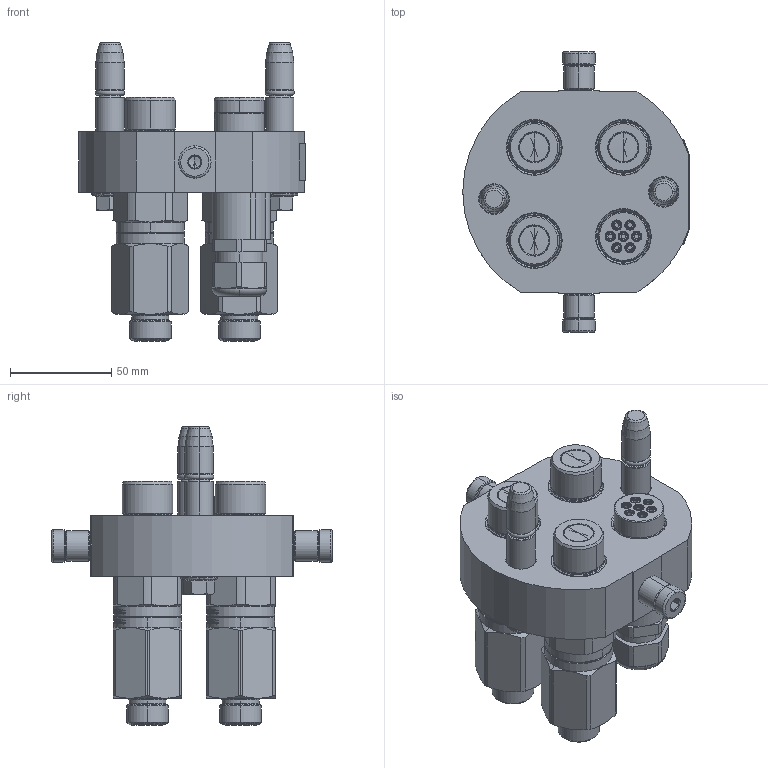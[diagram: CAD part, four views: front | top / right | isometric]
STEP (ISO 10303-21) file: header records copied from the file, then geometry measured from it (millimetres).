
FILE_DESCRIPTION (( 'STEP AP214' ), '1' );
FILE_NAME ('FASTER.step', '2024-07-11T17:09:14', ( '' ), ( '' ), 'SwSTEP 2.0', 'SolidWorks 2017', '' );
FILE_SCHEMA (( 'AUTOMOTIVE_DESIGN' ));
Length unit declared in the file: millimetre
Products named in the file (14): corspel08-7_m; P508_M_BASE; 4830_013_3000_030; 4830_028_1000_011; 3ffnp1211_12sm; 4830_021_0000_000; 4830_044_0000_000; conn_7p_m; or2_62x9_19_m; 1540_080_0008_000; 4830_010_0000_022; et002_piegata; FASTER
Assembly tree (22 placements, depth 3):
  FASTER
    P508_M_BASE
      4830_010_0000_022
      4830_013_3000_030  x2
      4830_028_1000_011  x2
      4830_021_0000_000  x2
      1540_080_0008_000  x2
      or2_62x9_19_m  x2
    3ffnp1211_12sm  x3
      3ffnp1211_12sm
    conn_7p_m
      4830_044_0000_000  x3
      corspel08-7_m
    et002_piegata
Bounding box: 111.8 x 138.6 x 147.61 mm (x, y, z)
Volume: 2874.1 mm3; surface area: 124389.3 mm2
Topology: 5 solids, 64 shells, 2058 faces, 5876 edges, 3818 vertices
Faces by surface type: plane 1017, cylinder 421, cone 348, torus 164, bspline 102, sphere 6
Entity records: 50319 total; most frequent: CARTESIAN_POINT 12711, ORIENTED_EDGE 6539, DIRECTION 6373, EDGE_CURVE 3486, VERTEX_POINT 2260, LINE 2141, VECTOR 2141, AXIS2_PLACEMENT_3D 2116
